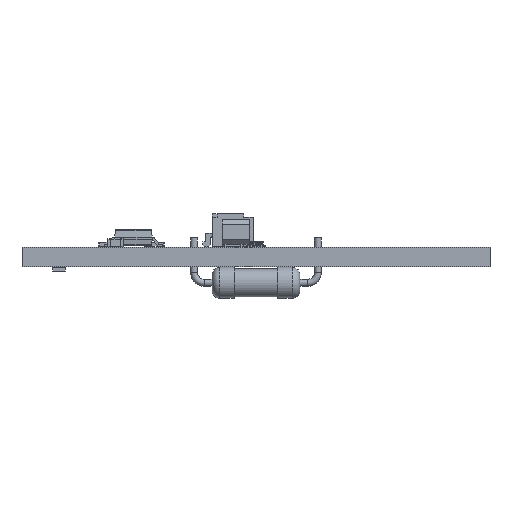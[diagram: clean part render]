
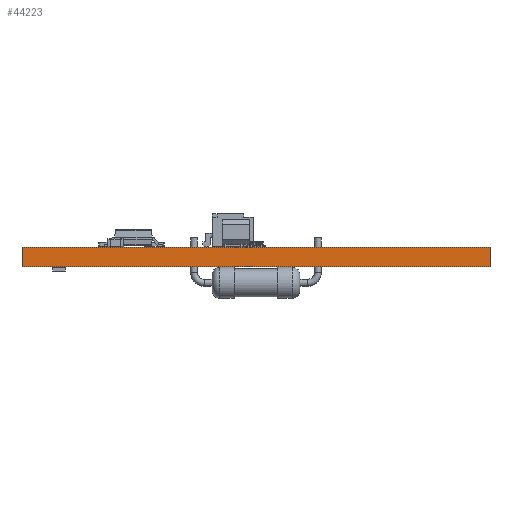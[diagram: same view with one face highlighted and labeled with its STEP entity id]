
A CAD part, left-side view. The second image highlights one B-rep face of the part: STEP entity #44223.
In plain terms, the highlighted planar face has unit normal (-1, 0, 0).
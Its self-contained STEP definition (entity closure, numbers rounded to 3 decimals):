
#43244 = PLANE('',#43245);
#43245 = AXIS2_PLACEMENT_3D('',#43246,#43247,#43248);
#43246 = CARTESIAN_POINT('',(99.561,-66.,2.));
#43247 = DIRECTION('',(-0.,-0.,-1.));
#43248 = DIRECTION('',(-1.,0.,0.));
#43298 = PLANE('',#43299);
#43299 = AXIS2_PLACEMENT_3D('',#43300,#43301,#43302);
#43300 = CARTESIAN_POINT('',(99.561,-66.,0.));
#43301 = DIRECTION('',(-0.,-0.,-1.));
#43302 = DIRECTION('',(-1.,0.,0.));
#43331 = PLANE('',#43332);
#43332 = AXIS2_PLACEMENT_3D('',#43333,#43334,#43335);
#43333 = CARTESIAN_POINT('',(75.,-42.,0.));
#43334 = DIRECTION('',(0.,1.,0.));
#43335 = DIRECTION('',(1.,0.,0.));
#43519 = VERTEX_POINT('',#43520);
#43520 = CARTESIAN_POINT('',(75.,-90.,0.));
#43534 = PLANE('',#43535);
#43535 = AXIS2_PLACEMENT_3D('',#43536,#43537,#43538);
#43536 = CARTESIAN_POINT('',(123.,-90.,0.));
#43537 = DIRECTION('',(0.,-1.,0.));
#43538 = DIRECTION('',(-1.,0.,0.));
#43546 = EDGE_CURVE('',#43519,#43547,#43549,.T.);
#43547 = VERTEX_POINT('',#43548);
#43548 = CARTESIAN_POINT('',(75.,-42.,0.));
#43549 = SURFACE_CURVE('',#43550,(#43554,#43561),.PCURVE_S1.);
#43550 = LINE('',#43551,#43552);
#43551 = CARTESIAN_POINT('',(75.,-90.,0.));
#43552 = VECTOR('',#43553,1.);
#43553 = DIRECTION('',(0.,1.,0.));
#43554 = PCURVE('',#43298,#43555);
#43555 = DEFINITIONAL_REPRESENTATION('',(#43556),#43560);
#43556 = LINE('',#43557,#43558);
#43557 = CARTESIAN_POINT('',(24.561,-24.));
#43558 = VECTOR('',#43559,1.);
#43559 = DIRECTION('',(0.,1.));
#43560 = ( GEOMETRIC_REPRESENTATION_CONTEXT(2) 
PARAMETRIC_REPRESENTATION_CONTEXT() REPRESENTATION_CONTEXT('2D SPACE',''
  ) );
#43561 = PCURVE('',#43562,#43567);
#43562 = PLANE('',#43563);
#43563 = AXIS2_PLACEMENT_3D('',#43564,#43565,#43566);
#43564 = CARTESIAN_POINT('',(75.,-90.,0.));
#43565 = DIRECTION('',(-1.,0.,0.));
#43566 = DIRECTION('',(0.,1.,0.));
#43567 = DEFINITIONAL_REPRESENTATION('',(#43568),#43572);
#43568 = LINE('',#43569,#43570);
#43569 = CARTESIAN_POINT('',(0.,0.));
#43570 = VECTOR('',#43571,1.);
#43571 = DIRECTION('',(1.,0.));
#43572 = ( GEOMETRIC_REPRESENTATION_CONTEXT(2) 
PARAMETRIC_REPRESENTATION_CONTEXT() REPRESENTATION_CONTEXT('2D SPACE',''
  ) );
#43893 = VERTEX_POINT('',#43894);
#43894 = CARTESIAN_POINT('',(75.,-90.,2.));
#43915 = EDGE_CURVE('',#43893,#43916,#43918,.T.);
#43916 = VERTEX_POINT('',#43917);
#43917 = CARTESIAN_POINT('',(75.,-42.,2.));
#43918 = SURFACE_CURVE('',#43919,(#43923,#43930),.PCURVE_S1.);
#43919 = LINE('',#43920,#43921);
#43920 = CARTESIAN_POINT('',(75.,-90.,2.));
#43921 = VECTOR('',#43922,1.);
#43922 = DIRECTION('',(0.,1.,0.));
#43923 = PCURVE('',#43244,#43924);
#43924 = DEFINITIONAL_REPRESENTATION('',(#43925),#43929);
#43925 = LINE('',#43926,#43927);
#43926 = CARTESIAN_POINT('',(24.561,-24.));
#43927 = VECTOR('',#43928,1.);
#43928 = DIRECTION('',(0.,1.));
#43929 = ( GEOMETRIC_REPRESENTATION_CONTEXT(2) 
PARAMETRIC_REPRESENTATION_CONTEXT() REPRESENTATION_CONTEXT('2D SPACE',''
  ) );
#43930 = PCURVE('',#43562,#43931);
#43931 = DEFINITIONAL_REPRESENTATION('',(#43932),#43936);
#43932 = LINE('',#43933,#43934);
#43933 = CARTESIAN_POINT('',(0.,-2.));
#43934 = VECTOR('',#43935,1.);
#43935 = DIRECTION('',(1.,0.));
#43936 = ( GEOMETRIC_REPRESENTATION_CONTEXT(2) 
PARAMETRIC_REPRESENTATION_CONTEXT() REPRESENTATION_CONTEXT('2D SPACE',''
  ) );
#44173 = EDGE_CURVE('',#43547,#43916,#44174,.T.);
#44174 = SURFACE_CURVE('',#44175,(#44179,#44186),.PCURVE_S1.);
#44175 = LINE('',#44176,#44177);
#44176 = CARTESIAN_POINT('',(75.,-42.,0.));
#44177 = VECTOR('',#44178,1.);
#44178 = DIRECTION('',(0.,0.,1.));
#44179 = PCURVE('',#43331,#44180);
#44180 = DEFINITIONAL_REPRESENTATION('',(#44181),#44185);
#44181 = LINE('',#44182,#44183);
#44182 = CARTESIAN_POINT('',(0.,0.));
#44183 = VECTOR('',#44184,1.);
#44184 = DIRECTION('',(0.,-1.));
#44185 = ( GEOMETRIC_REPRESENTATION_CONTEXT(2) 
PARAMETRIC_REPRESENTATION_CONTEXT() REPRESENTATION_CONTEXT('2D SPACE',''
  ) );
#44186 = PCURVE('',#43562,#44187);
#44187 = DEFINITIONAL_REPRESENTATION('',(#44188),#44192);
#44188 = LINE('',#44189,#44190);
#44189 = CARTESIAN_POINT('',(48.,0.));
#44190 = VECTOR('',#44191,1.);
#44191 = DIRECTION('',(0.,-1.));
#44192 = ( GEOMETRIC_REPRESENTATION_CONTEXT(2) 
PARAMETRIC_REPRESENTATION_CONTEXT() REPRESENTATION_CONTEXT('2D SPACE',''
  ) );
#44223 = ADVANCED_FACE('',(#44224),#43562,.T.);
#44224 = FACE_BOUND('',#44225,.T.);
#44225 = EDGE_LOOP('',(#44226,#44247,#44248,#44249));
#44226 = ORIENTED_EDGE('',*,*,#44227,.T.);
#44227 = EDGE_CURVE('',#43519,#43893,#44228,.T.);
#44228 = SURFACE_CURVE('',#44229,(#44233,#44240),.PCURVE_S1.);
#44229 = LINE('',#44230,#44231);
#44230 = CARTESIAN_POINT('',(75.,-90.,0.));
#44231 = VECTOR('',#44232,1.);
#44232 = DIRECTION('',(0.,0.,1.));
#44233 = PCURVE('',#43562,#44234);
#44234 = DEFINITIONAL_REPRESENTATION('',(#44235),#44239);
#44235 = LINE('',#44236,#44237);
#44236 = CARTESIAN_POINT('',(0.,0.));
#44237 = VECTOR('',#44238,1.);
#44238 = DIRECTION('',(0.,-1.));
#44239 = ( GEOMETRIC_REPRESENTATION_CONTEXT(2) 
PARAMETRIC_REPRESENTATION_CONTEXT() REPRESENTATION_CONTEXT('2D SPACE',''
  ) );
#44240 = PCURVE('',#43534,#44241);
#44241 = DEFINITIONAL_REPRESENTATION('',(#44242),#44246);
#44242 = LINE('',#44243,#44244);
#44243 = CARTESIAN_POINT('',(48.,0.));
#44244 = VECTOR('',#44245,1.);
#44245 = DIRECTION('',(0.,-1.));
#44246 = ( GEOMETRIC_REPRESENTATION_CONTEXT(2) 
PARAMETRIC_REPRESENTATION_CONTEXT() REPRESENTATION_CONTEXT('2D SPACE',''
  ) );
#44247 = ORIENTED_EDGE('',*,*,#43915,.T.);
#44248 = ORIENTED_EDGE('',*,*,#44173,.F.);
#44249 = ORIENTED_EDGE('',*,*,#43546,.F.);
